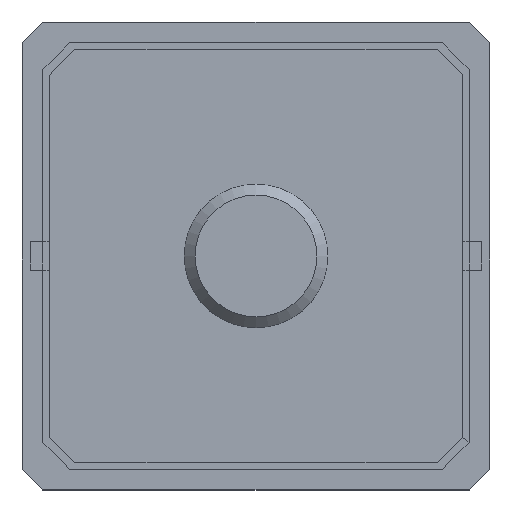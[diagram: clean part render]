
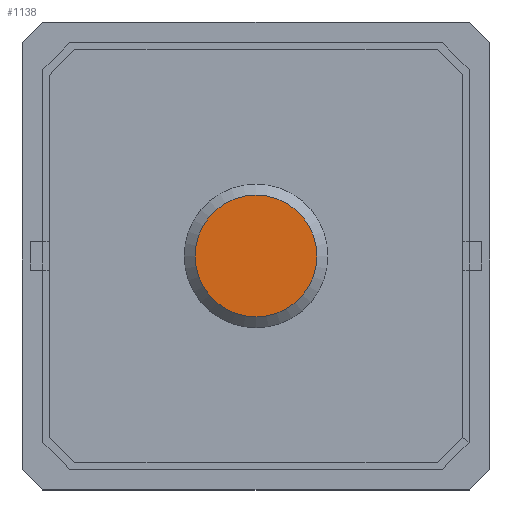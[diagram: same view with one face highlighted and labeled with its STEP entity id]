
A CAD part, top view. The second image highlights one B-rep face of the part: STEP entity #1138.
In plain terms, the highlighted planar face has unit normal (0, 0, 1).
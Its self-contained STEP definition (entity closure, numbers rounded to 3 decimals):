
#43=CIRCLE('',#1211,29.885);
#105=FACE_OUTER_BOUND('',#174,.T.);
#174=EDGE_LOOP('',(#1004));
#548=VERTEX_POINT('',#2610);
#704=EDGE_CURVE('',#548,#548,#43,.T.);
#1004=ORIENTED_EDGE('',*,*,#704,.T.);
#1078=PLANE('',#1210);
#1138=ADVANCED_FACE('',(#105),#1078,.T.);
#1210=AXIS2_PLACEMENT_3D('',#2609,#1438,#1439);
#1211=AXIS2_PLACEMENT_3D('',#2611,#1440,#1441);
#1438=DIRECTION('center_axis',(0.,0.,1.));
#1439=DIRECTION('ref_axis',(0.,-1.,0.));
#1440=DIRECTION('center_axis',(0.,0.,1.));
#1441=DIRECTION('ref_axis',(1.,0.,0.));
#2609=CARTESIAN_POINT('Origin',(-111.2,13.9,-160.957));
#2610=CARTESIAN_POINT('',(-29.885,0.,-160.957));
#2611=CARTESIAN_POINT('Origin',(0.,0.,-160.957));
